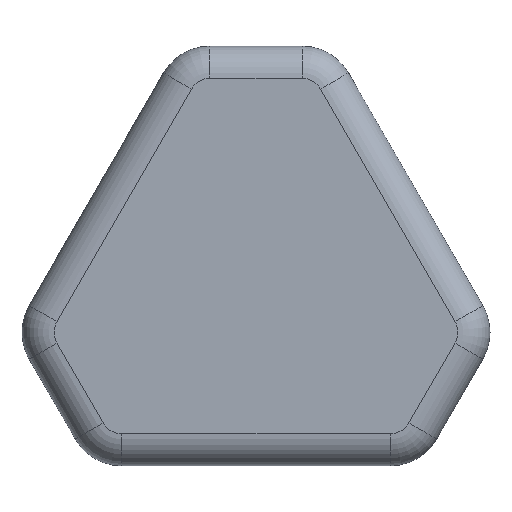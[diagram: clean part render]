
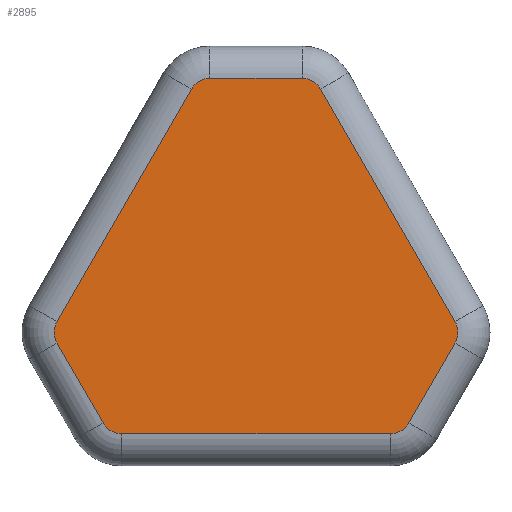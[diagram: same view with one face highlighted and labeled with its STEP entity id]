
A CAD part, front view. The second image highlights one B-rep face of the part: STEP entity #2895.
In plain terms, the highlighted planar face has unit normal (0, -1, 0).
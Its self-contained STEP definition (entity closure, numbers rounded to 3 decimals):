
#182 = VECTOR ( 'NONE', #1705, 1000. ) ;
#239 = LINE ( 'NONE', #3007, #764 ) ;
#327 = EDGE_CURVE ( 'NONE', #1197, #633, #1129, .T. ) ;
#389 = LINE ( 'NONE', #2711, #182 ) ;
#446 = CIRCLE ( 'NONE', #2398, 2. ) ;
#505 = CARTESIAN_POINT ( 'NONE',  ( 14.263, 0., -13.2 ) ) ;
#531 = CARTESIAN_POINT ( 'NONE',  ( -18.563, 0., -3.752 ) ) ;
#563 = CARTESIAN_POINT ( 'NONE',  ( -12.531, 0., -14.2 ) ) ;
#567 = EDGE_CURVE ( 'NONE', #2986, #840, #2112, .T. ) ;
#578 = CARTESIAN_POINT ( 'NONE',  ( 12.531, 0., -12.2 ) ) ;
#594 = DIRECTION ( 'NONE',  ( 0., -1., 0. ) ) ;
#599 = VERTEX_POINT ( 'NONE', #2920 ) ;
#625 = CARTESIAN_POINT ( 'NONE',  ( -4.3, 0., 18.952 ) ) ;
#633 = VERTEX_POINT ( 'NONE', #625 ) ;
#642 = DIRECTION ( 'NONE',  ( 0., -1., 0. ) ) ;
#645 = ORIENTED_EDGE ( 'NONE', *, *, #3247, .T. ) ;
#667 = AXIS2_PLACEMENT_3D ( 'NONE', #2633, #594, #1881 ) ;
#697 = DIRECTION ( 'NONE',  ( 0., -1., 0. ) ) ;
#751 = DIRECTION ( 'NONE',  ( 0., 1., 0. ) ) ;
#764 = VECTOR ( 'NONE', #1747, 1000. ) ;
#805 = DIRECTION ( 'NONE',  ( 0.5, 0., 0.866 ) ) ;
#840 = VERTEX_POINT ( 'NONE', #505 ) ;
#868 = ORIENTED_EDGE ( 'NONE', *, *, #2155, .T. ) ;
#903 = EDGE_CURVE ( 'NONE', #1975, #1197, #3159, .T. ) ;
#924 = VECTOR ( 'NONE', #1389, 1000. ) ;
#984 = ORIENTED_EDGE ( 'NONE', *, *, #903, .T. ) ;
#989 = AXIS2_PLACEMENT_3D ( 'NONE', #2470, #697, #2947 ) ;
#1057 = VERTEX_POINT ( 'NONE', #1160 ) ;
#1119 = CARTESIAN_POINT ( 'NONE',  ( 18.563, 0., -5.752 ) ) ;
#1129 = LINE ( 'NONE', #2976, #924 ) ;
#1160 = CARTESIAN_POINT ( 'NONE',  ( 18.563, 0., -5.752 ) ) ;
#1197 = VERTEX_POINT ( 'NONE', #2593 ) ;
#1235 = EDGE_CURVE ( 'NONE', #840, #1057, #2076, .T. ) ;
#1294 = DIRECTION ( 'NONE',  ( 0., -1., 0. ) ) ;
#1316 = CIRCLE ( 'NONE', #3017, 2. ) ;
#1337 = DIRECTION ( 'NONE',  ( 0., -1., 0. ) ) ;
#1350 = DIRECTION ( 'NONE',  ( 0., 0., 1. ) ) ;
#1356 = VECTOR ( 'NONE', #1430, 1000. ) ;
#1389 = DIRECTION ( 'NONE',  ( -1., 0., 0. ) ) ;
#1398 = CARTESIAN_POINT ( 'NONE',  ( -12.531, 0., -12.2 ) ) ;
#1412 = CARTESIAN_POINT ( 'NONE',  ( -14.263, 0., -13.2 ) ) ;
#1414 = VECTOR ( 'NONE', #1433, 1000. ) ;
#1415 = CARTESIAN_POINT ( 'NONE',  ( 12.531, 0., -14.2 ) ) ;
#1430 = DIRECTION ( 'NONE',  ( -0.5, 0., -0.866 ) ) ;
#1433 = DIRECTION ( 'NONE',  ( 0.5, 0., -0.866 ) ) ;
#1451 = EDGE_CURVE ( 'NONE', #599, #3181, #2708, .T. ) ;
#1510 = AXIS2_PLACEMENT_3D ( 'NONE', #578, #1294, #2040 ) ;
#1534 = EDGE_LOOP ( 'NONE', ( #2565, #2662, #2344, #2551, #2270, #645, #2751, #3028, #3238, #1636, #868, #984 ) ) ;
#1636 = ORIENTED_EDGE ( 'NONE', *, *, #3136, .T. ) ;
#1705 = DIRECTION ( 'NONE',  ( -0.5, 0., 0.866 ) ) ;
#1747 = DIRECTION ( 'NONE',  ( 1., 0., 0. ) ) ;
#1785 = VECTOR ( 'NONE', #805, 1000. ) ;
#1881 = DIRECTION ( 'NONE',  ( 0., 0., 1. ) ) ;
#1889 = CARTESIAN_POINT ( 'NONE',  ( 16.831, 0., -4.752 ) ) ;
#1915 = FACE_OUTER_BOUND ( 'NONE', #1534, .T. ) ;
#1967 = VERTEX_POINT ( 'NONE', #3029 ) ;
#1975 = VERTEX_POINT ( 'NONE', #3045 ) ;
#2016 = DIRECTION ( 'NONE',  ( 0., -1., 0. ) ) ;
#2040 = DIRECTION ( 'NONE',  ( 0., 0., 1. ) ) ;
#2066 = CIRCLE ( 'NONE', #989, 2. ) ;
#2076 = LINE ( 'NONE', #1119, #1785 ) ;
#2112 = CIRCLE ( 'NONE', #1510, 2. ) ;
#2150 = CARTESIAN_POINT ( 'NONE',  ( -14.263, 0., -13.2 ) ) ;
#2155 = EDGE_CURVE ( 'NONE', #1967, #1975, #389, .T. ) ;
#2172 = LINE ( 'NONE', #2150, #1414 ) ;
#2216 = DIRECTION ( 'NONE',  ( 0., 0., 1. ) ) ;
#2223 = AXIS2_PLACEMENT_3D ( 'NONE', #3043, #751, #1350 ) ;
#2264 = EDGE_CURVE ( 'NONE', #2660, #2721, #2172, .T. ) ;
#2270 = ORIENTED_EDGE ( 'NONE', *, *, #2264, .T. ) ;
#2344 = ORIENTED_EDGE ( 'NONE', *, *, #1451, .T. ) ;
#2366 = CARTESIAN_POINT ( 'NONE',  ( 4.3, 0., 16.952 ) ) ;
#2398 = AXIS2_PLACEMENT_3D ( 'NONE', #1889, #2016, #2812 ) ;
#2431 = AXIS2_PLACEMENT_3D ( 'NONE', #2366, #1337, #2866 ) ;
#2454 = EDGE_CURVE ( 'NONE', #3232, #2986, #239, .T. ) ;
#2470 = CARTESIAN_POINT ( 'NONE',  ( -16.831, 0., -4.752 ) ) ;
#2488 = CIRCLE ( 'NONE', #667, 2. ) ;
#2551 = ORIENTED_EDGE ( 'NONE', *, *, #2651, .T. ) ;
#2565 = ORIENTED_EDGE ( 'NONE', *, *, #327, .T. ) ;
#2593 = CARTESIAN_POINT ( 'NONE',  ( 4.3, 0., 18.952 ) ) ;
#2633 = CARTESIAN_POINT ( 'NONE',  ( -4.3, 0., 16.952 ) ) ;
#2651 = EDGE_CURVE ( 'NONE', #3181, #2660, #2066, .T. ) ;
#2660 = VERTEX_POINT ( 'NONE', #2733 ) ;
#2662 = ORIENTED_EDGE ( 'NONE', *, *, #2955, .T. ) ;
#2676 = CARTESIAN_POINT ( 'NONE',  ( -18.563, 0., -3.752 ) ) ;
#2677 = PLANE ( 'NONE',  #2223 ) ;
#2708 = LINE ( 'NONE', #2676, #1356 ) ;
#2711 = CARTESIAN_POINT ( 'NONE',  ( 6.032, 0., 17.952 ) ) ;
#2721 = VERTEX_POINT ( 'NONE', #1412 ) ;
#2733 = CARTESIAN_POINT ( 'NONE',  ( -18.563, 0., -5.752 ) ) ;
#2751 = ORIENTED_EDGE ( 'NONE', *, *, #2454, .T. ) ;
#2812 = DIRECTION ( 'NONE',  ( 0., 0., 1. ) ) ;
#2866 = DIRECTION ( 'NONE',  ( 0., 0., 1. ) ) ;
#2895 = ADVANCED_FACE ( 'NONE', ( #1915 ), #2677, .F. ) ;
#2920 = CARTESIAN_POINT ( 'NONE',  ( -6.032, 0., 17.952 ) ) ;
#2947 = DIRECTION ( 'NONE',  ( 0., 0., 1. ) ) ;
#2955 = EDGE_CURVE ( 'NONE', #633, #599, #2488, .T. ) ;
#2976 = CARTESIAN_POINT ( 'NONE',  ( -4.3, 0., 18.952 ) ) ;
#2986 = VERTEX_POINT ( 'NONE', #1415 ) ;
#3007 = CARTESIAN_POINT ( 'NONE',  ( 12.531, 0., -14.2 ) ) ;
#3017 = AXIS2_PLACEMENT_3D ( 'NONE', #1398, #642, #2216 ) ;
#3028 = ORIENTED_EDGE ( 'NONE', *, *, #567, .T. ) ;
#3029 = CARTESIAN_POINT ( 'NONE',  ( 18.563, 0., -3.752 ) ) ;
#3043 = CARTESIAN_POINT ( 'NONE',  ( 0., 0., 0. ) ) ;
#3045 = CARTESIAN_POINT ( 'NONE',  ( 6.032, 0., 17.952 ) ) ;
#3136 = EDGE_CURVE ( 'NONE', #1057, #1967, #446, .T. ) ;
#3159 = CIRCLE ( 'NONE', #2431, 2. ) ;
#3181 = VERTEX_POINT ( 'NONE', #531 ) ;
#3232 = VERTEX_POINT ( 'NONE', #563 ) ;
#3238 = ORIENTED_EDGE ( 'NONE', *, *, #1235, .T. ) ;
#3247 = EDGE_CURVE ( 'NONE', #2721, #3232, #1316, .T. ) ;
